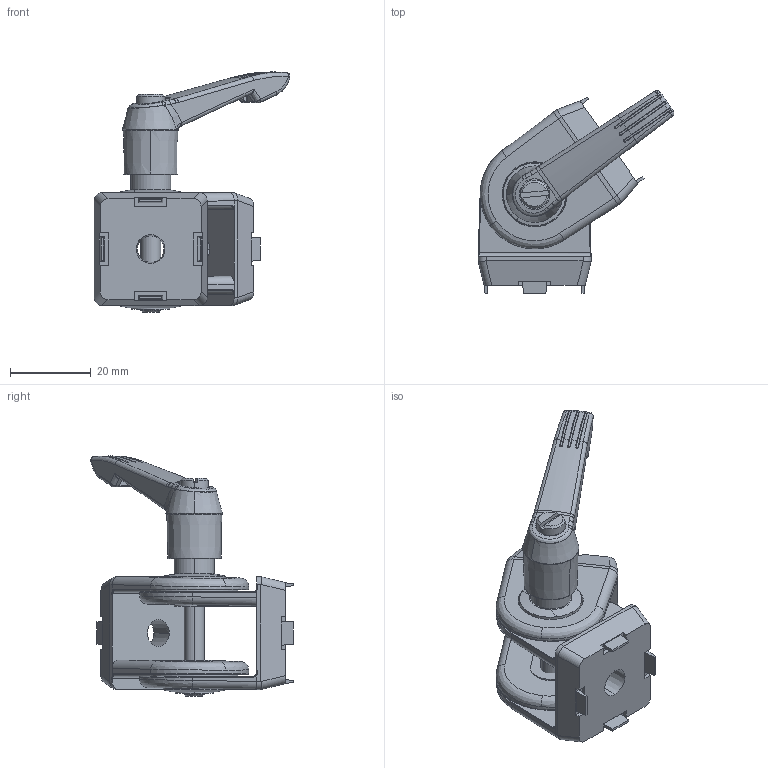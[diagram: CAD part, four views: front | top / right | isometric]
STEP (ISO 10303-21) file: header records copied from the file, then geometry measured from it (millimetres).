
FILE_DESCRIPTION(/* description */ (''),/* implementation_level */ '2;1');
FILE_NAME(/* name */ '11321_KriTec_Gelenk_6_30x30_mit_Klemmhebel.stp',/* time_stamp */ '2016-10-24T16:38:54+02:00',/* author */ ('kostic'),/* organization */ ('TraceParts S.A.'),/* preprocessor_version */ 'ST-DEVELOPER v16.1',/* originating_system */ 'Autodesk Inventor 2016',/* authorisation */ '');
FILE_SCHEMA (('AUTOMOTIVE_DESIGN { 1 0 10303 214 3 1 1 }'));
Length unit declared in the file: millimetre
Products named in the file (10): fath_093gf30a_09; fath_093gf30a_08; fath_093gf30a_07; fath_093gf30a_06; fath_093gf30a_05; fath_093gf30a_04; fath_093gf30a_03; fath_093gf30a_02; fath_093gf30a_01; fath_093gf30a
Assembly tree (9 placements, depth 2):
  fath_093gf30a
    fath_093gf30a_09
    fath_093gf30a_08
    fath_093gf30a_07
    fath_093gf30a_06
    fath_093gf30a_05
    fath_093gf30a_04
    fath_093gf30a_03
    fath_093gf30a_02
    fath_093gf30a_01
Bounding box: 48.51 x 50.15 x 59.49 mm (x, y, z)
Volume: 22761.1 mm3; surface area: 17253.7 mm2
Topology: 9 solids, 10 shells, 687 faces, 1694 edges, 1055 vertices
Faces by surface type: plane 222, cylinder 150, bspline 127, torus 87, cone 82, sphere 19
Entity records: 26656 total; most frequent: CARTESIAN_POINT 10676, ORIENTED_EDGE 3374, DIRECTION 2847, EDGE_CURVE 1687, AXIS2_PLACEMENT_3D 1129, VERTEX_POINT 1053, EDGE_LOOP 742, STYLED_ITEM 696
